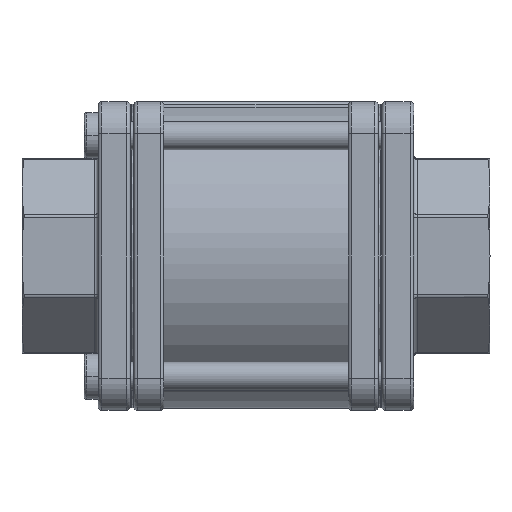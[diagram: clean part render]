
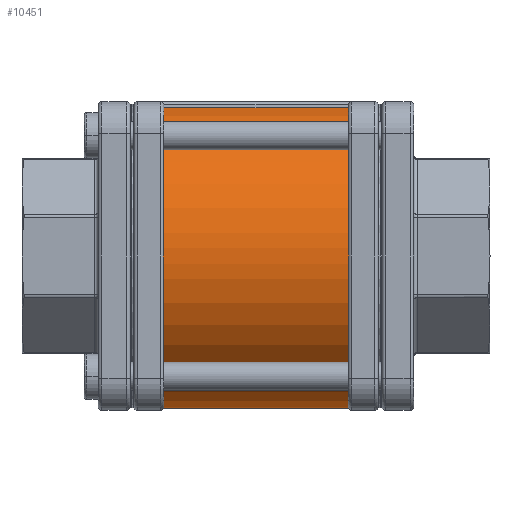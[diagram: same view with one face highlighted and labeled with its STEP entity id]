
A CAD part, front view. The second image highlights one B-rep face of the part: STEP entity #10451.
In plain terms, the highlighted cylindrical face has radius 43 mm (diameter 86 mm), a partial arc.
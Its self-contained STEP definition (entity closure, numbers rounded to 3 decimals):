
#48=DIRECTION('',(1.,0.,0.));
#49=VECTOR('',#48,52.);
#50=CARTESIAN_POINT('',(-26.,-9.787,41.871));
#51=LINE('',#50,#49);
#52=CARTESIAN_POINT('',(26.,0.,0.));
#53=DIRECTION('',(1.,0.,0.));
#54=DIRECTION('',(0.,-0.228,0.974));
#55=AXIS2_PLACEMENT_3D('',#52,#53,#54);
#57=CARTESIAN_POINT('',(26.,0.,0.));
#58=DIRECTION('',(1.,0.,0.));
#59=DIRECTION('',(0.,-0.988,-0.152));
#60=AXIS2_PLACEMENT_3D('',#57,#58,#59);
#62=CARTESIAN_POINT('',(26.,-6.538,-42.5));
#63=CARTESIAN_POINT('',(26.,-5.187,-42.708));
#64=CARTESIAN_POINT('',(26.135,-2.403,-43.015));
#65=CARTESIAN_POINT('',(26.135,2.403,-43.015));
#66=CARTESIAN_POINT('',(26.,5.187,-42.708));
#67=CARTESIAN_POINT('',(26.,6.538,-42.5));
#69=CARTESIAN_POINT('',(26.,0.,0.));
#70=DIRECTION('',(1.,0.,0.));
#71=DIRECTION('',(0.,0.152,-0.988));
#72=AXIS2_PLACEMENT_3D('',#69,#70,#71);
#74=DIRECTION('',(1.,0.,0.));
#75=VECTOR('',#74,10.);
#76=CARTESIAN_POINT('',(16.,42.048,-9.));
#77=LINE('',#76,#75);
#78=CARTESIAN_POINT('',(16.,0.,0.));
#79=DIRECTION('',(1.,0.,0.));
#80=DIRECTION('',(0.,0.937,-0.349));
#81=AXIS2_PLACEMENT_3D('',#78,#79,#80);
#83=DIRECTION('',(1.,0.,0.));
#84=VECTOR('',#83,30.);
#85=CARTESIAN_POINT('',(-15.,39.912,-16.));
#86=LINE('',#85,#84);
#87=CARTESIAN_POINT('',(-16.,0.,0.));
#88=DIRECTION('',(1.,0.,0.));
#89=DIRECTION('',(0.,0.937,-0.349));
#90=AXIS2_PLACEMENT_3D('',#87,#88,#89);
#92=CARTESIAN_POINT('',(-17.,42.048,-9.));
#93=CARTESIAN_POINT('',(-16.913,42.048,-9.));
#94=CARTESIAN_POINT('',(-16.744,42.043,-9.022));
#95=CARTESIAN_POINT('',(-16.495,42.021,-9.123));
#96=CARTESIAN_POINT('',(-16.289,41.986,-9.282));
#97=CARTESIAN_POINT('',(-16.127,41.94,-9.488));
#98=CARTESIAN_POINT('',(-16.023,41.883,-9.738));
#99=CARTESIAN_POINT('',(-16.,41.842,-9.911));
#100=CARTESIAN_POINT('',(-16.,41.821,-10.));
#102=DIRECTION('',(1.,0.,0.));
#103=VECTOR('',#102,9.);
#104=CARTESIAN_POINT('',(-26.,42.048,-9.));
#105=LINE('',#104,#103);
#106=CARTESIAN_POINT('',(-26.,0.,0.));
#107=DIRECTION('',(1.,0.,0.));
#108=DIRECTION('',(0.,0.152,-0.988));
#109=AXIS2_PLACEMENT_3D('',#106,#107,#108);
#111=CARTESIAN_POINT('',(-26.,6.538,-42.5));
#112=CARTESIAN_POINT('',(-26.,5.187,-42.708));
#113=CARTESIAN_POINT('',(-26.135,2.403,-43.015));
#114=CARTESIAN_POINT('',(-26.135,-2.403,
-43.015));
#115=CARTESIAN_POINT('',(-26.,-5.187,-42.708));
#116=CARTESIAN_POINT('',(-26.,-6.538,-42.5));
#118=CARTESIAN_POINT('',(-26.,0.,0.));
#119=DIRECTION('',(1.,0.,0.));
#120=DIRECTION('',(0.,-0.988,-0.152));
#121=AXIS2_PLACEMENT_3D('',#118,#119,#120);
#123=CARTESIAN_POINT('',(-26.,0.,0.));
#124=DIRECTION('',(1.,0.,0.));
#125=DIRECTION('',(0.,-0.228,0.974));
#126=AXIS2_PLACEMENT_3D('',#123,#124,#125);
#5433=CARTESIAN_POINT('',(-16.,40.299,-15.));
#5434=CARTESIAN_POINT('',(-16.,40.266,-15.09));
#5435=CARTESIAN_POINT('',(-15.976,40.199,
-15.267));
#5436=CARTESIAN_POINT('',(-15.869,40.103,
-15.518));
#5437=CARTESIAN_POINT('',(-15.707,40.023,
-15.723));
#5438=CARTESIAN_POINT('',(-15.498,39.96,
-15.88));
#5439=CARTESIAN_POINT('',(-15.251,39.921,
-15.98));
#5440=CARTESIAN_POINT('',(-15.083,39.912,-16.));
#5441=CARTESIAN_POINT('',(-15.,39.912,-16.));
#5527=CARTESIAN_POINT('',(15.,39.912,-16.));
#5528=CARTESIAN_POINT('',(15.083,39.912,-16.));
#5529=CARTESIAN_POINT('',(15.251,39.921,-15.98));
#5530=CARTESIAN_POINT('',(15.498,39.96,-15.88));
#5531=CARTESIAN_POINT('',(15.707,40.023,-15.723));
#5532=CARTESIAN_POINT('',(15.869,40.103,-15.518));
#5533=CARTESIAN_POINT('',(15.976,40.199,-15.267));
#5534=CARTESIAN_POINT('',(16.,40.266,-15.09));
#5535=CARTESIAN_POINT('',(16.,40.299,-15.));
#7657=CARTESIAN_POINT('',(-26.,-42.5,6.538));
#7658=CARTESIAN_POINT('',(-26.,-42.709,5.181));
#7659=CARTESIAN_POINT('',(-26.135,-43.015,
2.407));
#7660=CARTESIAN_POINT('',(-26.135,-43.015,
-2.406));
#7661=CARTESIAN_POINT('',(-26.,-42.709,-5.181));
#7662=CARTESIAN_POINT('',(-26.,-42.5,-6.538));
#8198=CARTESIAN_POINT('',(26.,-42.5,-6.538));
#8199=CARTESIAN_POINT('',(26.,-42.709,-5.181));
#8200=CARTESIAN_POINT('',(26.135,-43.015,
-2.407));
#8201=CARTESIAN_POINT('',(26.135,-43.015,2.406));
#8202=CARTESIAN_POINT('',(26.,-42.709,5.181));
#8203=CARTESIAN_POINT('',(26.,-42.5,6.538));
#8544=CARTESIAN_POINT('',(26.,6.538,-42.5));
#8545=VERTEX_POINT('',#8544);
#8554=CARTESIAN_POINT('',(26.,-42.5,6.538));
#8556=VERTEX_POINT('',#8554);
#8588=CARTESIAN_POINT('',(-26.,-42.5,-6.538));
#8590=VERTEX_POINT('',#8588);
#8598=CARTESIAN_POINT('',(-26.,6.538,-42.5));
#8600=VERTEX_POINT('',#8598);
#8641=CARTESIAN_POINT('',(-26.,42.048,-9.));
#8643=VERTEX_POINT('',#8641);
#8665=CARTESIAN_POINT('',(26.,42.048,-9.));
#8667=VERTEX_POINT('',#8665);
#8689=CARTESIAN_POINT('',(16.,42.048,-9.));
#8691=VERTEX_POINT('',#8689);
#8708=CARTESIAN_POINT('',(16.,40.299,-15.));
#8710=VERTEX_POINT('',#8708);
#8712=CARTESIAN_POINT('',(15.,39.912,-16.));
#8714=VERTEX_POINT('',#8712);
#8717=CARTESIAN_POINT('',(-15.,39.912,-16.));
#8719=VERTEX_POINT('',#8717);
#8721=CARTESIAN_POINT('',(-16.,40.299,-15.));
#8723=VERTEX_POINT('',#8721);
#8754=CARTESIAN_POINT('',(-17.,42.048,-9.));
#8755=VERTEX_POINT('',#8754);
#8756=CARTESIAN_POINT('',(-16.,41.821,-10.));
#8757=VERTEX_POINT('',#8756);
#8763=CARTESIAN_POINT('',(-26.,-9.787,41.871));
#8765=VERTEX_POINT('',#8763);
#8771=CARTESIAN_POINT('',(26.,-9.787,41.871));
#8773=VERTEX_POINT('',#8771);
#9098=CARTESIAN_POINT('',(-26.,-6.538,-42.5));
#9099=VERTEX_POINT('',#9098);
#9100=CARTESIAN_POINT('',(26.,-42.5,-6.538));
#9101=CARTESIAN_POINT('',(26.,-6.538,-42.5));
#9102=VERTEX_POINT('',#9100);
#9103=VERTEX_POINT('',#9101);
#9104=CARTESIAN_POINT('',(-26.,-42.5,6.538));
#9105=VERTEX_POINT('',#9104);
#10406=CARTESIAN_POINT('',(-26.,0.,0.));
#10407=DIRECTION('',(1.,0.,0.));
#10408=DIRECTION('',(0.,0.,1.));
#10409=AXIS2_PLACEMENT_3D('',#10406,#10407,#10408);
#10410=CYLINDRICAL_SURFACE('',#10409,43.);
#10412=ORIENTED_EDGE('',*,*,#10411,.T.);
#10414=ORIENTED_EDGE('',*,*,#10413,.T.);
#10416=ORIENTED_EDGE('',*,*,#10415,.F.);
#10418=ORIENTED_EDGE('',*,*,#10417,.T.);
#10420=ORIENTED_EDGE('',*,*,#10419,.T.);
#10422=ORIENTED_EDGE('',*,*,#10421,.T.);
#10424=ORIENTED_EDGE('',*,*,#10423,.F.);
#10426=ORIENTED_EDGE('',*,*,#10425,.F.);
#10428=ORIENTED_EDGE('',*,*,#10427,.F.);
#10430=ORIENTED_EDGE('',*,*,#10429,.F.);
#10432=ORIENTED_EDGE('',*,*,#10431,.F.);
#10434=ORIENTED_EDGE('',*,*,#10433,.T.);
#10436=ORIENTED_EDGE('',*,*,#10435,.F.);
#10438=ORIENTED_EDGE('',*,*,#10437,.F.);
#10440=ORIENTED_EDGE('',*,*,#10439,.F.);
#10442=ORIENTED_EDGE('',*,*,#10441,.T.);
#10444=ORIENTED_EDGE('',*,*,#10443,.F.);
#10446=ORIENTED_EDGE('',*,*,#10445,.F.);
#10448=ORIENTED_EDGE('',*,*,#10447,.F.);
#10449=EDGE_LOOP('',(#10412,#10414,#10416,#10418,#10420,#10422,#10424,#10426,
#10428,#10430,#10432,#10434,#10436,#10438,#10440,#10442,#10444,#10446,#10448));
#10450=FACE_OUTER_BOUND('',#10449,.F.);
#10451=ADVANCED_FACE('',(#10450),#10410,.T.);
#56=CIRCLE('',#55,43.);
#61=CIRCLE('',#60,43.);
#68=B_SPLINE_CURVE_WITH_KNOTS('',3,(#62,#63,#64,#65,#66,#67),.UNSPECIFIED.,.F.,
.F.,(4,1,1,4),(0.,0.333,0.667,1.),.UNSPECIFIED.);
#73=CIRCLE('',#72,43.);
#82=CIRCLE('',#81,43.);
#91=CIRCLE('',#90,43.);
#101=B_SPLINE_CURVE_WITH_KNOTS('',3,(#92,#93,#94,#95,#96,#97,#98,#99,#100),
.UNSPECIFIED.,.F.,.F.,(4,1,1,1,1,1,4),(0.,0.167,0.333,
0.5,0.667,0.833,1.),.UNSPECIFIED.);
#110=CIRCLE('',#109,43.);
#117=B_SPLINE_CURVE_WITH_KNOTS('',3,(#111,#112,#113,#114,#115,#116),
.UNSPECIFIED.,.F.,.F.,(4,1,1,4),(0.,0.333,0.667,1.),
.UNSPECIFIED.);
#122=CIRCLE('',#121,43.);
#127=CIRCLE('',#126,43.);
#5442=B_SPLINE_CURVE_WITH_KNOTS('',3,(#5433,#5434,#5435,#5436,#5437,#5438,#5439,
#5440,#5441),.UNSPECIFIED.,.F.,.F.,(4,1,1,1,1,1,4),(0.,0.167,
0.333,0.5,0.667,0.833,1.),
.UNSPECIFIED.);
#5536=B_SPLINE_CURVE_WITH_KNOTS('',3,(#5527,#5528,#5529,#5530,#5531,#5532,#5533,
#5534,#5535),.UNSPECIFIED.,.F.,.F.,(4,1,1,1,1,1,4),(0.,0.167,
0.333,0.5,0.667,0.833,1.),
.UNSPECIFIED.);
#7663=B_SPLINE_CURVE_WITH_KNOTS('',3,(#7657,#7658,#7659,#7660,#7661,#7662),
.UNSPECIFIED.,.F.,.F.,(4,1,1,4),(0.,0.333,0.667,1.),
.UNSPECIFIED.);
#8204=B_SPLINE_CURVE_WITH_KNOTS('',3,(#8198,#8199,#8200,#8201,#8202,#8203),
.UNSPECIFIED.,.F.,.F.,(4,1,1,4),(0.,0.333,0.667,1.),
.UNSPECIFIED.);
#10411=EDGE_CURVE('',#8765,#8773,#51,.T.);
#10413=EDGE_CURVE('',#8773,#8556,#56,.T.);
#10415=EDGE_CURVE('',#9102,#8556,#8204,.T.);
#10417=EDGE_CURVE('',#9102,#9103,#61,.T.);
#10419=EDGE_CURVE('',#9103,#8545,#68,.T.);
#10421=EDGE_CURVE('',#8545,#8667,#73,.T.);
#10423=EDGE_CURVE('',#8691,#8667,#77,.T.);
#10425=EDGE_CURVE('',#8710,#8691,#82,.T.);
#10427=EDGE_CURVE('',#8714,#8710,#5536,.T.);
#10429=EDGE_CURVE('',#8719,#8714,#86,.T.);
#10431=EDGE_CURVE('',#8723,#8719,#5442,.T.);
#10433=EDGE_CURVE('',#8723,#8757,#91,.T.);
#10435=EDGE_CURVE('',#8755,#8757,#101,.T.);
#10437=EDGE_CURVE('',#8643,#8755,#105,.T.);
#10439=EDGE_CURVE('',#8600,#8643,#110,.T.);
#10441=EDGE_CURVE('',#8600,#9099,#117,.T.);
#10443=EDGE_CURVE('',#8590,#9099,#122,.T.);
#10445=EDGE_CURVE('',#9105,#8590,#7663,.T.);
#10447=EDGE_CURVE('',#8765,#9105,#127,.T.);
